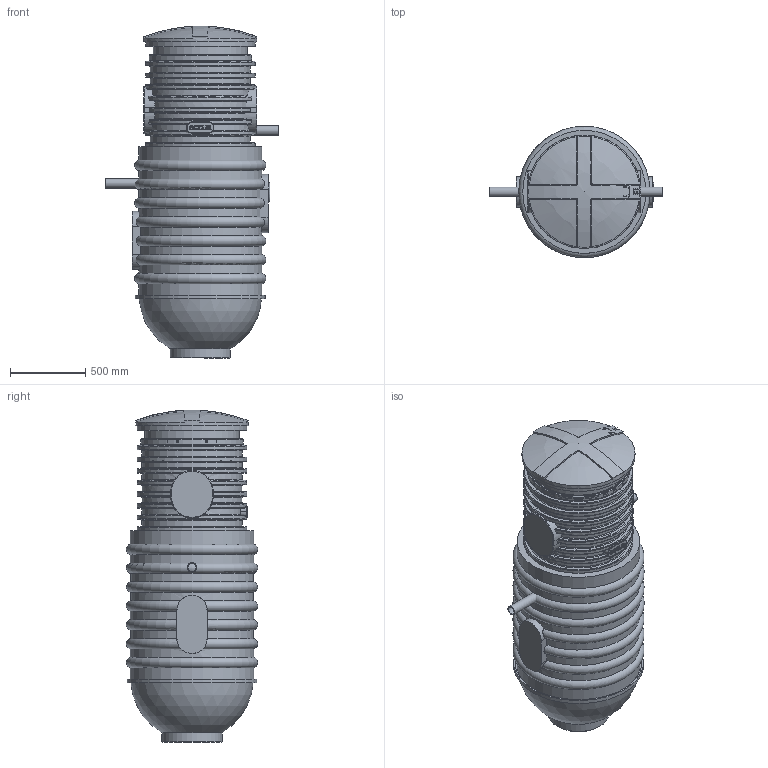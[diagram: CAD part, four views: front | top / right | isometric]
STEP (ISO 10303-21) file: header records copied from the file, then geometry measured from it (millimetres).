
FILE_DESCRIPTION(/* description */ ('Unknown'),/* implementation_level */ '2;1');
FILE_NAME(/* name */ 'Siim 2200',/* time_stamp */ '2023-11-30T14:44:23+02:00',/* author */ ('Unknown'),/* organization */ ('Unknown'),/* preprocessor_version */ 'ST-DEVELOPER v18.1',/* originating_system */ 'Solid Edge',/* authorisation */ 'Unknown');
FILE_SCHEMA (('AUTOMOTIVE_DESIGN {1 0 10303 214 3 1 1}'));
Length unit declared in the file: millimetre
Products named in the file (33): Pumpla Siim 2200 siinidega 1x10_50, plastl kodul 2023; uus kest_palli pohi 2661_D800 Siimu kest 1m_oa_0; 2661.000 Pall D800_var4 lõigatud pooleks; D800_1m Siim_oa_1; RoundTubing 26.9siin_oa_2; RoundTubing 26.9siin_oa_3; Siinihoidjakoost; Siinihoidja_50-80; Polt_M10x35_A4; Seib M10 a4; Mutter_M10_mess; RoundTubing 63x4.7_oa_4; sisemine plaat 20444; Jalakoost pedrollo vx15_50 DN50 44576; 44576 Pumbajalaplaat_pedrollo 50; Pumbajalg_Pedrollo DN50_var2; DX50-7; PVC-liitmik_75-63-2vk; Polv_2_mess_skvk; RoundTubing 63x4.7_oa_5; Läbiviigutihend DN100; 2693.001_var3_oa_6; 2703.002; Polvtorukoost_50_ Siimu 51704; kuulkraan_50sk-vk_2; tloogiklapp50sk; Ameerika_mutter_2skvk; Elekterkeevismuhv_63 -2vk; Elekterkeevispolv_63; RoundTubing 63x4.7_oa_7; 2697.001 tihend teeninduskaevule 670_var2; 2703.001
Assembly tree (35 placements, depth 3):
  Pumpla Siim 2200 siinidega 1x10_50, plastl kodul 2023
    uus kest_palli pohi 2661_D800 Siimu kest 1m_oa_0
      2661.000 Pall D800_var4 lõigatud pooleks
      D800_1m Siim_oa_1
    RoundTubing 26.9siin_oa_2
    RoundTubing 26.9siin_oa_3
    Siinihoidjakoost
      Siinihoidja_50-80
      Polt_M10x35_A4  x2
      Seib M10 a4  x2
      Mutter_M10_mess  x2
    RoundTubing 63x4.7_oa_4
    sisemine plaat 20444
    Jalakoost pedrollo vx15_50 DN50 44576
      44576 Pumbajalaplaat_pedrollo 50
      Pumbajalg_Pedrollo DN50_var2
      DX50-7
      PVC-liitmik_75-63-2vk
      Polv_2_mess_skvk
    RoundTubing 63x4.7_oa_5
    Läbiviigutihend DN100
    2693.001_var3_oa_6
    2703.002
    Polvtorukoost_50_ Siimu 51704
      kuulkraan_50sk-vk_2
      tloogiklapp50sk
      PVC-liitmik_75-63-2vk
      Ameerika_mutter_2skvk
      Elekterkeevismuhv_63 -2vk
      Elekterkeevispolv_63
    RoundTubing 63x4.7_oa_7
    2697.001 tihend teeninduskaevule 670_var2
    2703.001
Bounding box: 1150 x 869.98 x 2199.78 mm (x, y, z)
Volume: 91009671.1 mm3; surface area: 20780540.2 mm2
Topology: 32 solids, 32 shells, 1091 faces, 2631 edges, 1680 vertices
Faces by surface type: plane 457, cylinder 353, torus 172, bspline 45, cone 42, sphere 22
Full cylindrical faces by diameter (mm): 5 x2, 6 x3, 8 x9, 8.376 x2, 9 x1, 10 x6, 10.5 x2, 12 x2, 13 x2, 13.5 x4, 16 x2, 17 x2, 20 x4, 22.9 x2, 24.1 x1, 26.9 x2, 40 x1, 42 x1, 50 x7, 52.25 x1, 53.6 x3, 54 x1, 56.656 x2, 58 x2, 58.54 x2, 59 x1, 59.614 x3, 60 x1, 60.3 x4, 62.5 x1
Entity records: 38174 total; most frequent: CARTESIAN_POINT 11908, DIRECTION 4829, ORIENTED_EDGE 4410, EDGE_CURVE 2205, AXIS2_PLACEMENT_3D 1999, VERTEX_POINT 1540, FACE_BOUND 1477, EDGE_LOOP 1475
